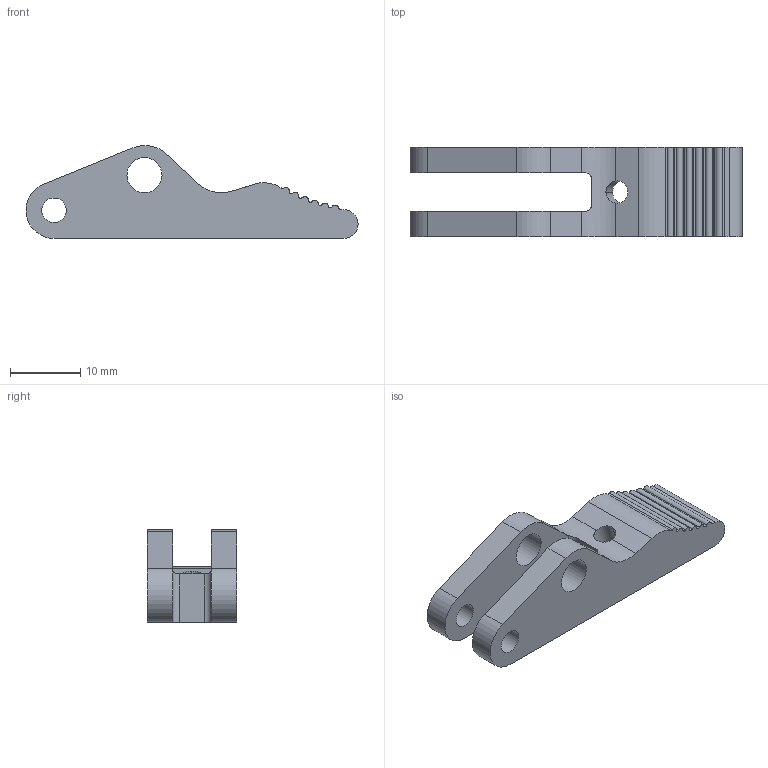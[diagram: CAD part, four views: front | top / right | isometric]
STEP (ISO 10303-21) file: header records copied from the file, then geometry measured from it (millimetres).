
FILE_DESCRIPTION(('FreeCAD Model'),'2;1');
FILE_NAME('idler_block_m.step','2017-05-08T08:22:48',('Author'),(''), 'Open CASCADE STEP processor 6.9','FreeCAD','Unknown');
FILE_SCHEMA(('AUTOMOTIVE_DESIGN_CC2 { 1 2 10303 214 -1 1 5 4 }'));
Length unit declared in the file: millimetre
Products named in the file (2): ASSEMBLY; Fillet003
Assembly tree (1 placements, depth 2):
  ASSEMBLY
    Fillet003
Bounding box: 47.25 x 12.7 x 13.21 mm (x, y, z)
Volume: 3173 mm3; surface area: 2555.6 mm2
Topology: 1 solids, 1 shells, 56 faces, 166 edges, 112 vertices
Faces by surface type: cylinder 31, plane 13, bspline 12
Full cylindrical faces by diameter (mm): 3.5 x2, 5 x2, 6.5 x1
Entity records: 12451 total; most frequent: CARTESIAN_POINT 9413, DIRECTION 487, ORIENTED_EDGE 332, PCURVE 332, DEFINITIONAL_REPRESENTATION 332, LINE 224, VECTOR 224, EDGE_CURVE 166
